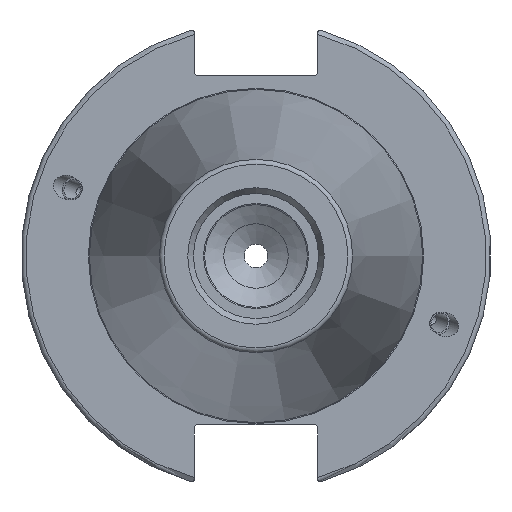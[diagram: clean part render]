
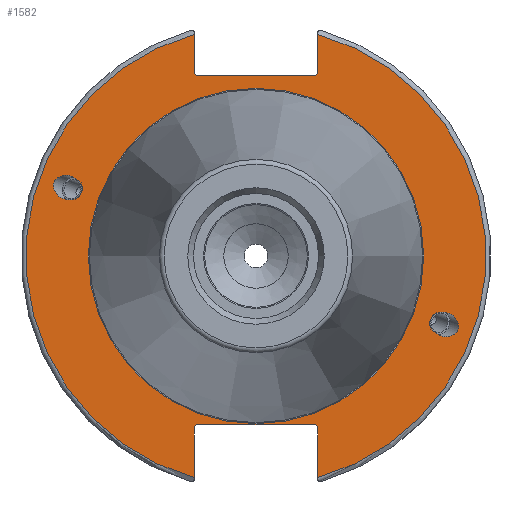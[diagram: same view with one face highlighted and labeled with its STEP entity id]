
A CAD part, left-side view. The second image highlights one B-rep face of the part: STEP entity #1582.
In plain terms, the highlighted planar face has unit normal (-1, 0, 0).
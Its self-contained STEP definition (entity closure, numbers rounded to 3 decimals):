
#43=PLANE('',#1756);
#93=FACE_BOUND('',#327,.T.);
#94=FACE_BOUND('',#328,.T.);
#95=FACE_BOUND('',#329,.T.);
#139=ELLIPSE('',#1712,3.052,2.5);
#140=ELLIPSE('',#1746,3.052,2.5);
#218=FACE_OUTER_BOUND('',#326,.T.);
#326=EDGE_LOOP('',(#1281,#1282,#1283,#1284,#1285,#1286,#1287,#1288,#1289,
#1290,#1291,#1292));
#327=EDGE_LOOP('',(#1293));
#328=EDGE_LOOP('',(#1294));
#329=EDGE_LOOP('',(#1295));
#428=LINE('',#2936,#526);
#429=LINE('',#2938,#527);
#430=LINE('',#2940,#528);
#431=LINE('',#2942,#529);
#432=LINE('',#2944,#530);
#433=LINE('',#2948,#531);
#434=LINE('',#2950,#532);
#435=LINE('',#2952,#533);
#436=LINE('',#2954,#534);
#437=LINE('',#2955,#535);
#526=VECTOR('',#2095,10.);
#527=VECTOR('',#2096,10.);
#528=VECTOR('',#2097,10.);
#529=VECTOR('',#2098,10.);
#530=VECTOR('',#2099,10.);
#531=VECTOR('',#2102,10.);
#532=VECTOR('',#2103,10.);
#533=VECTOR('',#2104,10.);
#534=VECTOR('',#2105,10.);
#535=VECTOR('',#2106,10.);
#626=CIRCLE('',#1754,35.125);
#628=CIRCLE('',#1757,48.213);
#629=CIRCLE('',#1758,48.213);
#714=VERTEX_POINT('',#2653);
#752=VERTEX_POINT('',#2912);
#757=VERTEX_POINT('',#2927);
#758=VERTEX_POINT('',#2932);
#759=VERTEX_POINT('',#2933);
#760=VERTEX_POINT('',#2935);
#761=VERTEX_POINT('',#2937);
#762=VERTEX_POINT('',#2939);
#763=VERTEX_POINT('',#2941);
#764=VERTEX_POINT('',#2943);
#765=VERTEX_POINT('',#2945);
#766=VERTEX_POINT('',#2947);
#767=VERTEX_POINT('',#2949);
#768=VERTEX_POINT('',#2951);
#769=VERTEX_POINT('',#2953);
#891=EDGE_CURVE('',#714,#714,#139,.T.);
#942=EDGE_CURVE('',#752,#752,#140,.T.);
#949=EDGE_CURVE('',#757,#757,#626,.T.);
#951=EDGE_CURVE('',#758,#759,#628,.T.);
#952=EDGE_CURVE('',#758,#760,#428,.T.);
#953=EDGE_CURVE('',#761,#760,#429,.T.);
#954=EDGE_CURVE('',#761,#762,#430,.T.);
#955=EDGE_CURVE('',#763,#762,#431,.T.);
#956=EDGE_CURVE('',#763,#764,#432,.T.);
#957=EDGE_CURVE('',#765,#764,#629,.T.);
#958=EDGE_CURVE('',#765,#766,#433,.T.);
#959=EDGE_CURVE('',#767,#766,#434,.T.);
#960=EDGE_CURVE('',#767,#768,#435,.T.);
#961=EDGE_CURVE('',#769,#768,#436,.T.);
#962=EDGE_CURVE('',#769,#759,#437,.T.);
#1281=ORIENTED_EDGE('',*,*,#951,.F.);
#1282=ORIENTED_EDGE('',*,*,#952,.T.);
#1283=ORIENTED_EDGE('',*,*,#953,.F.);
#1284=ORIENTED_EDGE('',*,*,#954,.T.);
#1285=ORIENTED_EDGE('',*,*,#955,.F.);
#1286=ORIENTED_EDGE('',*,*,#956,.T.);
#1287=ORIENTED_EDGE('',*,*,#957,.F.);
#1288=ORIENTED_EDGE('',*,*,#958,.T.);
#1289=ORIENTED_EDGE('',*,*,#959,.F.);
#1290=ORIENTED_EDGE('',*,*,#960,.T.);
#1291=ORIENTED_EDGE('',*,*,#961,.F.);
#1292=ORIENTED_EDGE('',*,*,#962,.T.);
#1293=ORIENTED_EDGE('',*,*,#891,.T.);
#1294=ORIENTED_EDGE('',*,*,#942,.T.);
#1295=ORIENTED_EDGE('',*,*,#949,.F.);
#1582=ADVANCED_FACE('',(#218,#93,#94,#95),#43,.T.);
#1712=AXIS2_PLACEMENT_3D('',#2655,#1985,#1986);
#1746=AXIS2_PLACEMENT_3D('',#2914,#2069,#2070);
#1754=AXIS2_PLACEMENT_3D('',#2929,#2087,#2088);
#1756=AXIS2_PLACEMENT_3D('',#2931,#2091,#2092);
#1757=AXIS2_PLACEMENT_3D('',#2934,#2093,#2094);
#1758=AXIS2_PLACEMENT_3D('',#2946,#2100,#2101);
#1985=DIRECTION('center_axis',(1.,0.,0.));
#1986=DIRECTION('ref_axis',(0.,-0.94,-0.342));
#2069=DIRECTION('center_axis',(1.,0.,0.));
#2070=DIRECTION('ref_axis',(0.,0.94,0.342));
#2087=DIRECTION('center_axis',(-1.,0.,0.));
#2088=DIRECTION('ref_axis',(0.,-1.,0.));
#2091=DIRECTION('center_axis',(-1.,0.,0.));
#2092=DIRECTION('ref_axis',(0.,0.,1.));
#2093=DIRECTION('center_axis',(1.,0.,0.));
#2094=DIRECTION('ref_axis',(0.,-1.,0.));
#2095=DIRECTION('',(0.,0.,-1.));
#2096=DIRECTION('',(0.,-0.707,0.707));
#2097=DIRECTION('',(0.,1.,0.));
#2098=DIRECTION('',(0.,-0.707,-0.707));
#2099=DIRECTION('',(0.,0.,1.));
#2100=DIRECTION('center_axis',(1.,0.,0.));
#2101=DIRECTION('ref_axis',(0.,1.,0.));
#2102=DIRECTION('',(0.,0.,1.));
#2103=DIRECTION('',(0.,0.707,-0.707));
#2104=DIRECTION('',(0.,-1.,0.));
#2105=DIRECTION('',(0.,0.707,0.707));
#2106=DIRECTION('',(0.,0.,-1.));
#2653=CARTESIAN_POINT('',(3.175,-36.599,-13.321));
#2655=CARTESIAN_POINT('Origin',(3.175,-39.467,-14.365));
#2912=CARTESIAN_POINT('',(3.175,36.599,13.321));
#2914=CARTESIAN_POINT('Origin',(3.175,39.467,14.365));
#2927=CARTESIAN_POINT('',(3.175,0.,35.125));
#2929=CARTESIAN_POINT('Origin',(3.175,0.,0.));
#2931=CARTESIAN_POINT('Origin',(3.175,49.213,0.));
#2932=CARTESIAN_POINT('',(3.175,-12.95,46.441));
#2933=CARTESIAN_POINT('',(3.175,-12.95,-46.441));
#2934=CARTESIAN_POINT('Origin',(3.175,0.,0.));
#2935=CARTESIAN_POINT('',(3.175,-12.95,38.219));
#2936=CARTESIAN_POINT('',(3.175,-12.95,18.86));
#2937=CARTESIAN_POINT('',(3.175,-12.45,37.719));
#2938=CARTESIAN_POINT('',(3.175,12.27,12.999));
#2939=CARTESIAN_POINT('',(3.175,12.45,37.719));
#2940=CARTESIAN_POINT('',(3.175,24.606,37.719));
#2941=CARTESIAN_POINT('',(3.175,12.95,38.219));
#2942=CARTESIAN_POINT('',(3.175,12.336,37.605));
#2943=CARTESIAN_POINT('',(3.175,12.95,46.441));
#2944=CARTESIAN_POINT('',(3.175,12.95,18.86));
#2945=CARTESIAN_POINT('',(3.175,12.95,-46.441));
#2946=CARTESIAN_POINT('Origin',(3.175,0.,0.));
#2947=CARTESIAN_POINT('',(3.175,12.95,-35.806));
#2948=CARTESIAN_POINT('',(3.175,12.95,-17.653));
#2949=CARTESIAN_POINT('',(3.175,12.45,-35.306));
#2950=CARTESIAN_POINT('',(3.175,12.939,-35.795));
#2951=CARTESIAN_POINT('',(3.175,-12.45,-35.306));
#2952=CARTESIAN_POINT('',(3.175,24.606,-35.306));
#2953=CARTESIAN_POINT('',(3.175,-12.95,-35.806));
#2954=CARTESIAN_POINT('',(3.175,11.667,-11.189));
#2955=CARTESIAN_POINT('',(3.175,-12.95,-17.653));
